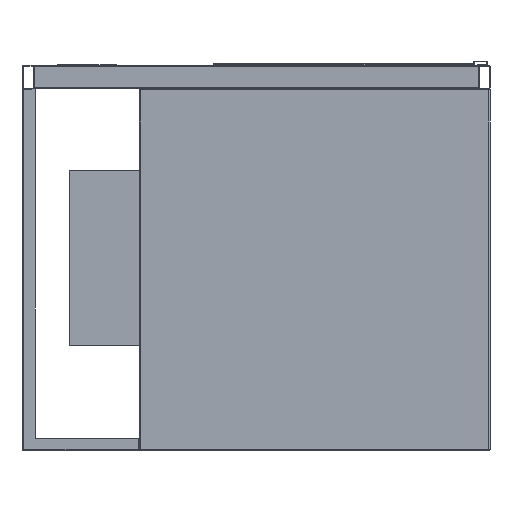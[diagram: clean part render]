
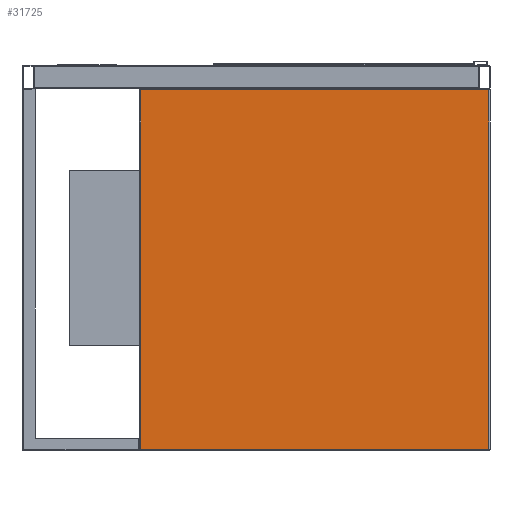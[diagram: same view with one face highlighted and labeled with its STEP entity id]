
A CAD part, front view. The second image highlights one B-rep face of the part: STEP entity #31725.
In plain terms, the highlighted planar face has unit normal (0, -1, 0).
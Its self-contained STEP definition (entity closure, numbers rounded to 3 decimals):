
#31 = EDGE_CURVE ( 'NONE', #3320, #28198, #14876, .T. ) ;
#408 = ORIENTED_EDGE ( 'NONE', *, *, #19298, .T. ) ;
#1039 = VECTOR ( 'NONE', #28212, 1000. ) ;
#1256 = DIRECTION ( 'NONE',  ( 0., -1., 0. ) ) ;
#1709 = CARTESIAN_POINT ( 'NONE',  ( 298., -350., -42. ) ) ;
#1987 = VERTEX_POINT ( 'NONE', #30291 ) ;
#3004 = CARTESIAN_POINT ( 'NONE',  ( 298., -350., -658. ) ) ;
#3005 = ORIENTED_EDGE ( 'NONE', *, *, #31, .T. ) ;
#3320 = VERTEX_POINT ( 'NONE', #3004 ) ;
#3488 = ORIENTED_EDGE ( 'NONE', *, *, #4111, .T. ) ;
#4111 = EDGE_CURVE ( 'NONE', #28198, #1987, #17476, .T. ) ;
#5507 = LINE ( 'NONE', #25474, #1039 ) ;
#6598 = FACE_OUTER_BOUND ( 'NONE', #23573, .T. ) ;
#8721 = CARTESIAN_POINT ( 'NONE',  ( -300., -350., -42. ) ) ;
#11107 = DIRECTION ( 'NONE',  ( 0., 0., -1. ) ) ;
#11528 = VECTOR ( 'NONE', #28520, 1000. ) ;
#12496 = VERTEX_POINT ( 'NONE', #19458 ) ;
#12874 = VECTOR ( 'NONE', #21116, 1000. ) ;
#13554 = CARTESIAN_POINT ( 'NONE',  ( -300., -350., -660. ) ) ;
#14732 = EDGE_CURVE ( 'NONE', #1987, #12496, #5507, .T. ) ;
#14876 = LINE ( 'NONE', #26760, #21586 ) ;
#16384 = CARTESIAN_POINT ( 'NONE',  ( -300., -350., -658. ) ) ;
#17476 = LINE ( 'NONE', #8721, #11528 ) ;
#18530 = AXIS2_PLACEMENT_3D ( 'NONE', #13554, #1256, #11107 ) ;
#19298 = EDGE_CURVE ( 'NONE', #12496, #3320, #28732, .T. ) ;
#19458 = CARTESIAN_POINT ( 'NONE',  ( -298., -350., -658. ) ) ;
#20534 = ORIENTED_EDGE ( 'NONE', *, *, #14732, .T. ) ;
#21116 = DIRECTION ( 'NONE',  ( 1., 0., 0. ) ) ;
#21586 = VECTOR ( 'NONE', #21891, 1000. ) ;
#21891 = DIRECTION ( 'NONE',  ( 0., 0., 1. ) ) ;
#23573 = EDGE_LOOP ( 'NONE', ( #3488, #20534, #408, #3005 ) ) ;
#25474 = CARTESIAN_POINT ( 'NONE',  ( -298., -350., -660. ) ) ;
#26760 = CARTESIAN_POINT ( 'NONE',  ( 298., -350., -660. ) ) ;
#28198 = VERTEX_POINT ( 'NONE', #1709 ) ;
#28212 = DIRECTION ( 'NONE',  ( 0., 0., -1. ) ) ;
#28348 = PLANE ( 'NONE',  #18530 ) ;
#28520 = DIRECTION ( 'NONE',  ( -1., 0., 0. ) ) ;
#28732 = LINE ( 'NONE', #16384, #12874 ) ;
#30291 = CARTESIAN_POINT ( 'NONE',  ( -298., -350., -42. ) ) ;
#31725 = ADVANCED_FACE ( 'Fl�che8', ( #6598 ), #28348, .T. ) ;
